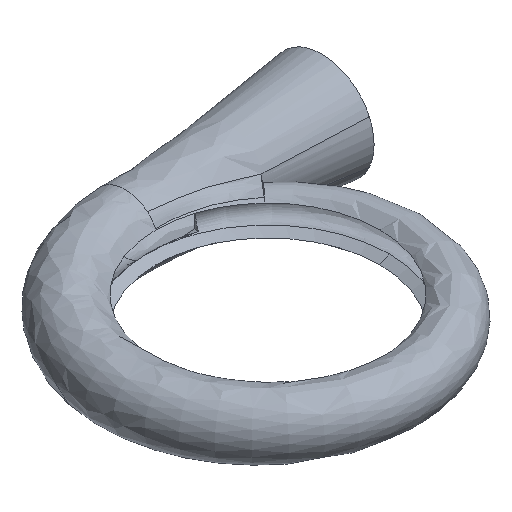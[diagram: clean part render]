
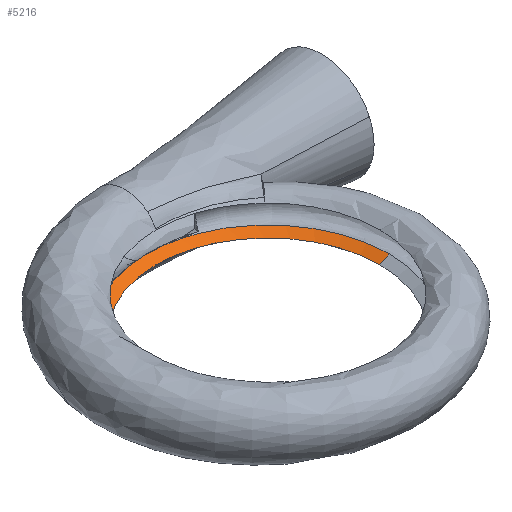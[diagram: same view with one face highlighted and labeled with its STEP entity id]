
A CAD part, isometric view. The second image highlights one B-rep face of the part: STEP entity #5216.
In plain terms, the highlighted conical face has half-angle 62.95 degrees and reference radius 22.047 mm.
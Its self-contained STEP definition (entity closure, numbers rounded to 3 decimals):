
#24 = VERTEX_POINT('',#25);
#25 = CARTESIAN_POINT('',(14.065,14.716,4.769
    ));
#280 = VERTEX_POINT('',#281);
#281 = CARTESIAN_POINT('',(0.,20.357,
    4.769));
#326 = EDGE_CURVE('',#280,#327,#329,.T.);
#327 = VERTEX_POINT('',#328);
#328 = CARTESIAN_POINT('',(-20.357,0.,
    4.769));
#329 = CIRCLE('',#330,20.357);
#330 = AXIS2_PLACEMENT_3D('',#331,#332,#333);
#331 = CARTESIAN_POINT('',(0.,0.,4.769));
#332 = DIRECTION('',(0.,0.,1.));
#333 = DIRECTION('',(1.,0.,-0.));
#336 = VERTEX_POINT('',#337);
#337 = CARTESIAN_POINT('',(20.356,0.,
    4.769));
#344 = EDGE_CURVE('',#336,#24,#345,.T.);
#345 = CIRCLE('',#346,20.357);
#346 = AXIS2_PLACEMENT_3D('',#347,#348,#349);
#347 = CARTESIAN_POINT('',(0.,0.,4.769));
#348 = DIRECTION('',(0.,0.,1.));
#349 = DIRECTION('',(1.,0.,-0.));
#4270 = EDGE_CURVE('',#24,#280,#4271,.T.);
#4271 = CIRCLE('',#4272,20.357);
#4272 = AXIS2_PLACEMENT_3D('',#4273,#4274,#4275);
#4273 = CARTESIAN_POINT('',(0.,0.,4.769));
#4274 = DIRECTION('',(0.,0.,1.));
#4275 = DIRECTION('',(1.,0.,-0.));
#5190 = VERTEX_POINT('',#5191);
#5191 = CARTESIAN_POINT('',(-22.047,0.,
    5.632));
#5192 = VERTEX_POINT('',#5193);
#5193 = CARTESIAN_POINT('',(22.047,0.,5.632));
#5200 = EDGE_CURVE('',#5192,#336,#5201,.T.);
#5201 = LINE('',#5202,#5203);
#5202 = CARTESIAN_POINT('',(22.047,0.,5.632));
#5203 = VECTOR('',#5204,1.);
#5204 = DIRECTION('',(-0.891,0.,-0.455));
#5207 = EDGE_CURVE('',#5190,#327,#5208,.T.);
#5208 = B_SPLINE_CURVE_WITH_KNOTS('',1,(#5209,#5210),.UNSPECIFIED.,.F.,
  .F.,(2,2),(0.,1.898),.PIECEWISE_BEZIER_KNOTS.);
#5209 = CARTESIAN_POINT('',(-22.047,0.,
    5.632));
#5210 = CARTESIAN_POINT('',(-20.357,0.,
    4.769));
#5216 = ADVANCED_FACE('[Volute_1] Material domain SolidVolute',(#5217),
  #5249,.F.);
#5217 = FACE_BOUND('',#5218,.T.);
#5218 = EDGE_LOOP('',(#5219,#5220,#5221,#5222,#5223,#5232,#5241,#5248));
#5219 = ORIENTED_EDGE('',*,*,#326,.F.);
#5220 = ORIENTED_EDGE('',*,*,#4270,.F.);
#5221 = ORIENTED_EDGE('',*,*,#344,.F.);
#5222 = ORIENTED_EDGE('',*,*,#5200,.F.);
#5223 = ORIENTED_EDGE('',*,*,#5224,.T.);
#5224 = EDGE_CURVE('',#5192,#5225,#5227,.T.);
#5225 = VERTEX_POINT('',#5226);
#5226 = CARTESIAN_POINT('',(8.045,20.527,
    5.632));
#5227 = CIRCLE('',#5228,22.047);
#5228 = AXIS2_PLACEMENT_3D('',#5229,#5230,#5231);
#5229 = CARTESIAN_POINT('',(0.,0.,5.632));
#5230 = DIRECTION('',(0.,0.,1.));
#5231 = DIRECTION('',(1.,0.,-0.));
#5232 = ORIENTED_EDGE('',*,*,#5233,.T.);
#5233 = EDGE_CURVE('',#5225,#5234,#5236,.T.);
#5234 = VERTEX_POINT('',#5235);
#5235 = CARTESIAN_POINT('',(0.,22.047,
    5.632));
#5236 = CIRCLE('',#5237,22.047);
#5237 = AXIS2_PLACEMENT_3D('',#5238,#5239,#5240);
#5238 = CARTESIAN_POINT('',(0.,0.,5.632));
#5239 = DIRECTION('',(0.,0.,1.));
#5240 = DIRECTION('',(1.,0.,-0.));
#5241 = ORIENTED_EDGE('',*,*,#5242,.T.);
#5242 = EDGE_CURVE('',#5234,#5190,#5243,.T.);
#5243 = CIRCLE('',#5244,22.047);
#5244 = AXIS2_PLACEMENT_3D('',#5245,#5246,#5247);
#5245 = CARTESIAN_POINT('',(0.,0.,5.632));
#5246 = DIRECTION('',(0.,0.,1.));
#5247 = DIRECTION('',(1.,0.,-0.));
#5248 = ORIENTED_EDGE('',*,*,#5207,.T.);
#5249 = CONICAL_SURFACE('',#5250,22.047,1.099);
#5250 = AXIS2_PLACEMENT_3D('',#5251,#5252,#5253);
#5251 = CARTESIAN_POINT('',(0.,0.,5.632));
#5252 = DIRECTION('',(0.,0.,1.));
#5253 = DIRECTION('',(1.,0.,0.));
